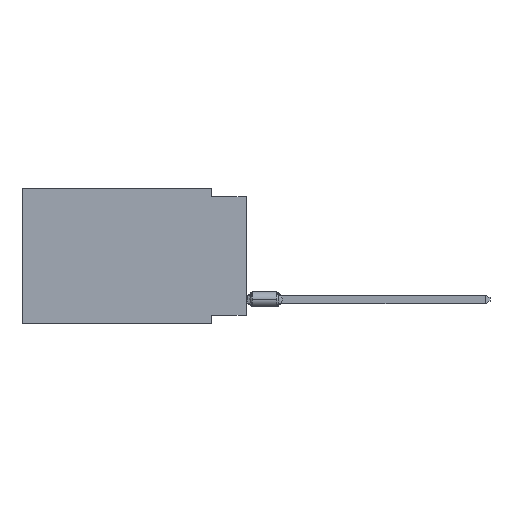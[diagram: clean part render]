
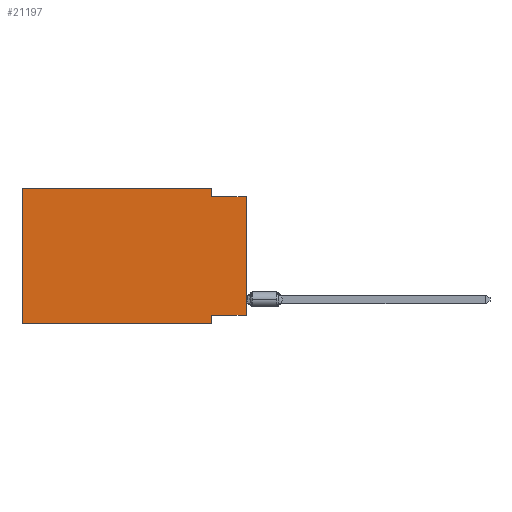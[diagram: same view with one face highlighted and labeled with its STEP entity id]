
A CAD part, left-side view. The second image highlights one B-rep face of the part: STEP entity #21197.
In plain terms, the highlighted planar face has unit normal (-1, 0, 0).
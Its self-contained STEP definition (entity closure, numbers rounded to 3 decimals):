
#264 = LINE ( 'NONE', #10122, #24710 ) ;
#655 = CARTESIAN_POINT ( 'NONE',  ( 0., 2.54, -0.635 ) ) ;
#1183 = PLANE ( 'NONE',  #31463 ) ;
#1214 = EDGE_CURVE ( 'NONE', #14075, #11064, #11051, .T. ) ;
#1346 = CARTESIAN_POINT ( 'NONE',  ( 0., 2.54, -9.906 ) ) ;
#1529 = CARTESIAN_POINT ( 'NONE',  ( 0., 16.383, 0. ) ) ;
#2054 = VERTEX_POINT ( 'NONE', #16047 ) ;
#3492 = VECTOR ( 'NONE', #4810, 1000. ) ;
#3684 = VERTEX_POINT ( 'NONE', #8267 ) ;
#4810 = DIRECTION ( 'NONE',  ( 0., -1., 0. ) ) ;
#5115 = EDGE_CURVE ( 'NONE', #27450, #3684, #264, .T. ) ;
#5266 = DIRECTION ( 'NONE',  ( 0., 0., 1. ) ) ;
#5480 = ORIENTED_EDGE ( 'NONE', *, *, #8696, .F. ) ;
#6066 = VECTOR ( 'NONE', #22095, 1000. ) ;
#6186 = DIRECTION ( 'NONE',  ( 1., 0., 0. ) ) ;
#6593 = EDGE_CURVE ( 'NONE', #27450, #25943, #30723, .T. ) ;
#6805 = LINE ( 'NONE', #9549, #25071 ) ;
#6897 = CARTESIAN_POINT ( 'NONE',  ( 0., 0., -0.635 ) ) ;
#7017 = VECTOR ( 'NONE', #21218, 1000. ) ;
#7323 = CARTESIAN_POINT ( 'NONE',  ( 0., 2.54, -9.271 ) ) ;
#8267 = CARTESIAN_POINT ( 'NONE',  ( 0., 0., -0.635 ) ) ;
#8557 = CARTESIAN_POINT ( 'NONE',  ( 0., 0., -9.271 ) ) ;
#8632 = EDGE_CURVE ( 'NONE', #15717, #3684, #31649, .T. ) ;
#8696 = EDGE_CURVE ( 'NONE', #2054, #15717, #16923, .T. ) ;
#9295 = CARTESIAN_POINT ( 'NONE',  ( 0., 2.54, -9.906 ) ) ;
#9444 = CARTESIAN_POINT ( 'NONE',  ( 0., 0., -9.271 ) ) ;
#9549 = CARTESIAN_POINT ( 'NONE',  ( 0., 16.383, -9.906 ) ) ;
#10122 = CARTESIAN_POINT ( 'NONE',  ( 0., 0., 0. ) ) ;
#10845 = ORIENTED_EDGE ( 'NONE', *, *, #6593, .F. ) ;
#11020 = LINE ( 'NONE', #23459, #13244 ) ;
#11037 = CARTESIAN_POINT ( 'NONE',  ( 0., 16.383, 0. ) ) ;
#11051 = LINE ( 'NONE', #21064, #7017 ) ;
#11064 = VERTEX_POINT ( 'NONE', #1529 ) ;
#11191 = ORIENTED_EDGE ( 'NONE', *, *, #8632, .F. ) ;
#11942 = ORIENTED_EDGE ( 'NONE', *, *, #16833, .T. ) ;
#12070 = CARTESIAN_POINT ( 'NONE',  ( 0., 2.54, 0. ) ) ;
#12076 = ORIENTED_EDGE ( 'NONE', *, *, #5115, .T. ) ;
#13244 = VECTOR ( 'NONE', #21517, 1000. ) ;
#13575 = EDGE_LOOP ( 'NONE', ( #12076, #11191, #5480, #16470, #18184, #11942, #14170, #10845 ) ) ;
#14075 = VERTEX_POINT ( 'NONE', #30280 ) ;
#14170 = ORIENTED_EDGE ( 'NONE', *, *, #30441, .F. ) ;
#15717 = VERTEX_POINT ( 'NONE', #655 ) ;
#16047 = CARTESIAN_POINT ( 'NONE',  ( 0., 2.54, 0. ) ) ;
#16135 = VECTOR ( 'NONE', #29182, 1000. ) ;
#16470 = ORIENTED_EDGE ( 'NONE', *, *, #16652, .F. ) ;
#16652 = EDGE_CURVE ( 'NONE', #11064, #2054, #11020, .T. ) ;
#16833 = EDGE_CURVE ( 'NONE', #14075, #28883, #6805, .T. ) ;
#16923 = LINE ( 'NONE', #12070, #6066 ) ;
#18184 = ORIENTED_EDGE ( 'NONE', *, *, #1214, .F. ) ;
#19403 = DIRECTION ( 'NONE',  ( 0., -1., 0. ) ) ;
#19929 = DIRECTION ( 'NONE',  ( 0., 1., 0. ) ) ;
#21064 = CARTESIAN_POINT ( 'NONE',  ( 0., 16.383, 0. ) ) ;
#21197 = ADVANCED_FACE ( 'NONE', ( #23323 ), #1183, .F. ) ;
#21218 = DIRECTION ( 'NONE',  ( 0., 0., 1. ) ) ;
#21517 = DIRECTION ( 'NONE',  ( 0., -1., 0. ) ) ;
#22095 = DIRECTION ( 'NONE',  ( 0., 0., -1. ) ) ;
#23323 = FACE_OUTER_BOUND ( 'NONE', #13575, .T. ) ;
#23459 = CARTESIAN_POINT ( 'NONE',  ( 0., 16.383, 0. ) ) ;
#24176 = LINE ( 'NONE', #9295, #16135 ) ;
#24710 = VECTOR ( 'NONE', #5266, 1000. ) ;
#25071 = VECTOR ( 'NONE', #19403, 1000. ) ;
#25943 = VERTEX_POINT ( 'NONE', #7323 ) ;
#26932 = VECTOR ( 'NONE', #19929, 1000. ) ;
#27450 = VERTEX_POINT ( 'NONE', #9444 ) ;
#28883 = VERTEX_POINT ( 'NONE', #1346 ) ;
#29182 = DIRECTION ( 'NONE',  ( 0., 0., -1. ) ) ;
#30280 = CARTESIAN_POINT ( 'NONE',  ( 0., 16.383, -9.906 ) ) ;
#30441 = EDGE_CURVE ( 'NONE', #25943, #28883, #24176, .T. ) ;
#30723 = LINE ( 'NONE', #8557, #26932 ) ;
#30778 = DIRECTION ( 'NONE',  ( 0., 0., -1. ) ) ;
#31463 = AXIS2_PLACEMENT_3D ( 'NONE', #11037, #6186, #30778 ) ;
#31649 = LINE ( 'NONE', #6897, #3492 ) ;
